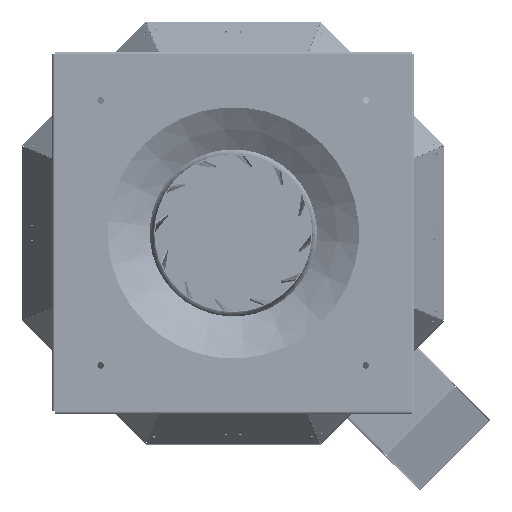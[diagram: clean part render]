
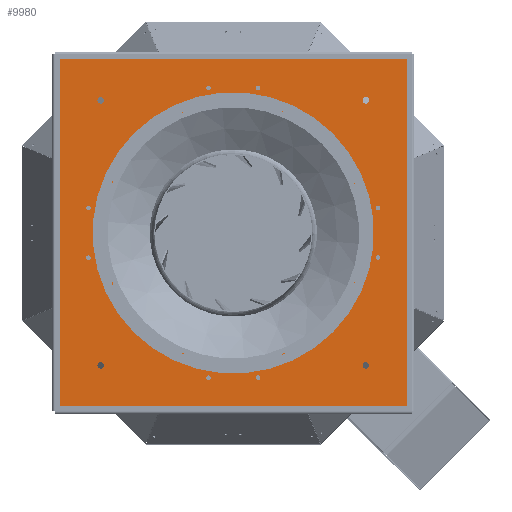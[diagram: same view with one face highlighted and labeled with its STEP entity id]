
A CAD part, top view. The second image highlights one B-rep face of the part: STEP entity #9980.
In plain terms, the highlighted planar face has unit normal (0, 0, 1).
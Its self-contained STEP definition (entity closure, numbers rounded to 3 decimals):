
#9980=ADVANCED_FACE('',(#34388,#34390,#34392,#34394,#34396,#34398,#34400,#34402,
#34404,#34406,#34408,#34410,#34412,#34414,#34416,#34418,#34420,#34422,#34424,#34426,
#34428,#34430),#34432,.T.);
#34388=FACE_BOUND('',#34389,.T.);
#34389=EDGE_LOOP('',(#64233,#64234,#64235,#64236));
#34390=FACE_BOUND('',#34391,.T.);
#34391=EDGE_LOOP('',(#64237));
#34392=FACE_BOUND('',#34393,.T.);
#34393=EDGE_LOOP('',(#64238));
#34394=FACE_BOUND('',#34395,.T.);
#34395=EDGE_LOOP('',(#64239));
#34396=FACE_BOUND('',#34397,.T.);
#34397=EDGE_LOOP('',(#64240));
#34398=FACE_BOUND('',#34399,.T.);
#34399=EDGE_LOOP('',(#64241));
#34400=FACE_BOUND('',#34401,.T.);
#34401=EDGE_LOOP('',(#64242));
#34402=FACE_BOUND('',#34403,.T.);
#34403=EDGE_LOOP('',(#64243));
#34404=FACE_BOUND('',#34405,.T.);
#34405=EDGE_LOOP('',(#64244));
#34406=FACE_BOUND('',#34407,.T.);
#34407=EDGE_LOOP('',(#64245));
#34408=FACE_BOUND('',#34409,.T.);
#34409=EDGE_LOOP('',(#64246));
#34410=FACE_BOUND('',#34411,.T.);
#34411=EDGE_LOOP('',(#64247));
#34412=FACE_BOUND('',#34413,.T.);
#34413=EDGE_LOOP('',(#64248));
#34414=FACE_BOUND('',#34415,.T.);
#34415=EDGE_LOOP('',(#64249));
#34416=FACE_BOUND('',#34417,.T.);
#34417=EDGE_LOOP('',(#64250));
#34418=FACE_BOUND('',#34419,.T.);
#34419=EDGE_LOOP('',(#64251));
#34420=FACE_BOUND('',#34421,.T.);
#34421=EDGE_LOOP('',(#64252));
#34422=FACE_BOUND('',#34423,.T.);
#34423=EDGE_LOOP('',(#64253));
#34424=FACE_BOUND('',#34425,.T.);
#34425=EDGE_LOOP('',(#64254));
#34426=FACE_BOUND('',#34427,.T.);
#34427=EDGE_LOOP('',(#64255));
#34428=FACE_BOUND('',#34429,.T.);
#34429=EDGE_LOOP('',(#64256));
#34430=FACE_BOUND('',#34431,.T.);
#34431=EDGE_LOOP('',(#64257));
#34432=PLANE('',#34433);
#34433=AXIS2_PLACEMENT_3D('',#34434,#34435,#34436);
#34434=CARTESIAN_POINT('',(0.,0.,2.));
#34435=DIRECTION('',(0.,0.,1.));
#34436=DIRECTION('',(1.,0.,0.));
#64233=ORIENTED_EDGE('',*,*,#84096,.T.);
#64234=ORIENTED_EDGE('',*,*,#84097,.T.);
#64235=ORIENTED_EDGE('',*,*,#84098,.T.);
#64236=ORIENTED_EDGE('',*,*,#84099,.T.);
#64237=ORIENTED_EDGE('',*,*,#84059,.T.);
#64238=ORIENTED_EDGE('',*,*,#84060,.T.);
#64239=ORIENTED_EDGE('',*,*,#84061,.T.);
#64240=ORIENTED_EDGE('',*,*,#84062,.T.);
#64241=ORIENTED_EDGE('',*,*,#84063,.T.);
#64242=ORIENTED_EDGE('',*,*,#84064,.T.);
#64243=ORIENTED_EDGE('',*,*,#84065,.T.);
#64244=ORIENTED_EDGE('',*,*,#84066,.T.);
#64245=ORIENTED_EDGE('',*,*,#84054,.T.);
#64246=ORIENTED_EDGE('',*,*,#84056,.T.);
#64247=ORIENTED_EDGE('',*,*,#84058,.T.);
#64248=ORIENTED_EDGE('',*,*,#84043,.T.);
#64249=ORIENTED_EDGE('',*,*,#84046,.T.);
#64250=ORIENTED_EDGE('',*,*,#84048,.T.);
#64251=ORIENTED_EDGE('',*,*,#84050,.T.);
#64252=ORIENTED_EDGE('',*,*,#84004,.T.);
#64253=ORIENTED_EDGE('',*,*,#84052,.T.);
#64254=ORIENTED_EDGE('',*,*,#84067,.T.);
#64255=ORIENTED_EDGE('',*,*,#84068,.T.);
#64256=ORIENTED_EDGE('',*,*,#84069,.T.);
#64257=ORIENTED_EDGE('',*,*,#84070,.T.);
#84004=EDGE_CURVE('',#96492,#96492,#96493,.F.);
#84043=EDGE_CURVE('',#96548,#96548,#96549,.T.);
#84046=EDGE_CURVE('',#96552,#96552,#96553,.T.);
#84048=EDGE_CURVE('',#96555,#96555,#96556,.T.);
#84050=EDGE_CURVE('',#96558,#96558,#96559,.T.);
#84052=EDGE_CURVE('',#96561,#96561,#96562,.T.);
#84054=EDGE_CURVE('',#96564,#96564,#96565,.T.);
#84056=EDGE_CURVE('',#96567,#96567,#96568,.T.);
#84058=EDGE_CURVE('',#96570,#96570,#96571,.T.);
#84059=EDGE_CURVE('',#96572,#96572,#96573,.F.);
#84060=EDGE_CURVE('',#96574,#96574,#96575,.F.);
#84061=EDGE_CURVE('',#96576,#96576,#96577,.F.);
#84062=EDGE_CURVE('',#96578,#96578,#96579,.F.);
#84063=EDGE_CURVE('',#96580,#96580,#96581,.F.);
#84064=EDGE_CURVE('',#96582,#96582,#96583,.F.);
#84065=EDGE_CURVE('',#96584,#96584,#96585,.F.);
#84066=EDGE_CURVE('',#96586,#96586,#96587,.F.);
#84067=EDGE_CURVE('',#96588,#96588,#96589,.T.);
#84068=EDGE_CURVE('',#96590,#96590,#96591,.T.);
#84069=EDGE_CURVE('',#96592,#96592,#96593,.T.);
#84070=EDGE_CURVE('',#96594,#96594,#96595,.T.);
#84096=EDGE_CURVE('',#96633,#96634,#96635,.T.);
#84097=EDGE_CURVE('',#96634,#96636,#96637,.T.);
#84098=EDGE_CURVE('',#96636,#96638,#96639,.T.);
#84099=EDGE_CURVE('',#96638,#96633,#96640,.T.);
#96492=VERTEX_POINT('',#115300);
#96493=CIRCLE('',#115301,254.);
#96548=VERTEX_POINT('',#115461);
#96549=CIRCLE('',#115462,5.65);
#96552=VERTEX_POINT('',#115474);
#96553=CIRCLE('',#115475,5.65);
#96555=VERTEX_POINT('',#115483);
#96556=CIRCLE('',#115484,5.65);
#96558=VERTEX_POINT('',#115492);
#96559=CIRCLE('',#115493,5.65);
#96561=VERTEX_POINT('',#115501);
#96562=CIRCLE('',#115502,5.65);
#96564=VERTEX_POINT('',#115510);
#96565=CIRCLE('',#115511,5.65);
#96567=VERTEX_POINT('',#115519);
#96568=CIRCLE('',#115520,5.65);
#96570=VERTEX_POINT('',#115528);
#96571=CIRCLE('',#115529,5.65);
#96572=VERTEX_POINT('',#115533);
#96573=CIRCLE('',#115534,4.65);
#96574=VERTEX_POINT('',#115538);
#96575=CIRCLE('',#115539,4.65);
#96576=VERTEX_POINT('',#115543);
#96577=CIRCLE('',#115544,4.65);
#96578=VERTEX_POINT('',#115548);
#96579=CIRCLE('',#115549,4.65);
#96580=VERTEX_POINT('',#115553);
#96581=CIRCLE('',#115554,4.65);
#96582=VERTEX_POINT('',#115558);
#96583=CIRCLE('',#115559,4.65);
#96584=VERTEX_POINT('',#115563);
#96585=CIRCLE('',#115564,4.65);
#96586=VERTEX_POINT('',#115568);
#96587=CIRCLE('',#115569,4.65);
#96588=VERTEX_POINT('',#115573);
#96589=CIRCLE('',#115574,6.65);
#96590=VERTEX_POINT('',#115578);
#96591=CIRCLE('',#115579,6.65);
#96592=VERTEX_POINT('',#115583);
#96593=CIRCLE('',#115584,6.65);
#96594=VERTEX_POINT('',#115588);
#96595=CIRCLE('',#115589,6.65);
#96633=VERTEX_POINT('',#115684);
#96634=VERTEX_POINT('',#115685);
#96635=LINE('',#115686,#115687);
#96636=VERTEX_POINT('',#115689);
#96637=LINE('',#115690,#115691);
#96638=VERTEX_POINT('',#115693);
#96639=LINE('',#115694,#115695);
#96640=LINE('',#115697,#115698);
#115300=CARTESIAN_POINT('',(254.,0.,2.));
#115301=AXIS2_PLACEMENT_3D('',#115302,#115303,#115304);
#115302=CARTESIAN_POINT('',(0.,0.,2.));
#115303=DIRECTION('',(0.,0.,1.));
#115304=DIRECTION('',(1.,0.,0.));
#115461=CARTESIAN_POINT('',(255.097,-103.325,2.));
#115462=AXIS2_PLACEMENT_3D('',#115463,#115464,#115465);
#115463=CARTESIAN_POINT('',(249.447,-103.325,2.));
#115464=DIRECTION('',(-0.,-0.,-1.));
#115465=DIRECTION('',(1.,0.,0.));
#115474=CARTESIAN_POINT('',(253.443,107.32,2.));
#115475=AXIS2_PLACEMENT_3D('',#115476,#115477,#115478);
#115476=CARTESIAN_POINT('',(249.447,103.325,2.));
#115477=DIRECTION('',(-0.,-0.,-1.));
#115478=DIRECTION('',(0.707,0.707,0.));
#115483=CARTESIAN_POINT('',(103.325,255.097,2.));
#115484=AXIS2_PLACEMENT_3D('',#115485,#115486,#115487);
#115485=CARTESIAN_POINT('',(103.325,249.447,2.));
#115486=DIRECTION('',(-0.,-0.,-1.));
#115487=DIRECTION('',(0.,1.,0.));
#115492=CARTESIAN_POINT('',(-107.32,253.443,2.));
#115493=AXIS2_PLACEMENT_3D('',#115494,#115495,#115496);
#115494=CARTESIAN_POINT('',(-103.325,249.447,2.));
#115495=DIRECTION('',(-0.,-0.,-1.));
#115496=DIRECTION('',(-0.707,0.707,0.));
#115501=CARTESIAN_POINT('',(-255.097,103.325,2.));
#115502=AXIS2_PLACEMENT_3D('',#115503,#115504,#115505);
#115503=CARTESIAN_POINT('',(-249.447,103.325,2.));
#115504=DIRECTION('',(-0.,-0.,-1.));
#115505=DIRECTION('',(-1.,0.,0.));
#115510=CARTESIAN_POINT('',(-253.443,-107.32,2.));
#115511=AXIS2_PLACEMENT_3D('',#115512,#115513,#115514);
#115512=CARTESIAN_POINT('',(-249.447,-103.325,2.));
#115513=DIRECTION('',(-0.,-0.,-1.));
#115514=DIRECTION('',(-0.707,-0.707,-0.));
#115519=CARTESIAN_POINT('',(-103.325,-255.097,2.));
#115520=AXIS2_PLACEMENT_3D('',#115521,#115522,#115523);
#115521=CARTESIAN_POINT('',(-103.325,-249.447,2.));
#115522=DIRECTION('',(-0.,-0.,-1.));
#115523=DIRECTION('',(0.,-1.,-0.));
#115528=CARTESIAN_POINT('',(107.32,-253.443,2.));
#115529=AXIS2_PLACEMENT_3D('',#115530,#115531,#115532);
#115530=CARTESIAN_POINT('',(103.325,-249.447,2.));
#115531=DIRECTION('',(-0.,-0.,-1.));
#115532=DIRECTION('',(0.707,-0.707,0.));
#115533=CARTESIAN_POINT('',(-287.65,50.,2.));
#115534=AXIS2_PLACEMENT_3D('',#115535,#115536,#115537);
#115535=CARTESIAN_POINT('',(-292.3,50.,2.));
#115536=DIRECTION('',(0.,0.,1.));
#115537=DIRECTION('',(1.,0.,0.));
#115538=CARTESIAN_POINT('',(-287.65,-50.,2.));
#115539=AXIS2_PLACEMENT_3D('',#115540,#115541,#115542);
#115540=CARTESIAN_POINT('',(-292.3,-50.,2.));
#115541=DIRECTION('',(0.,0.,1.));
#115542=DIRECTION('',(1.,0.,0.));
#115543=CARTESIAN_POINT('',(-45.35,292.3,2.));
#115544=AXIS2_PLACEMENT_3D('',#115545,#115546,#115547);
#115545=CARTESIAN_POINT('',(-50.,292.3,2.));
#115546=DIRECTION('',(0.,0.,1.));
#115547=DIRECTION('',(1.,0.,0.));
#115548=CARTESIAN_POINT('',(54.65,292.3,2.));
#115549=AXIS2_PLACEMENT_3D('',#115550,#115551,#115552);
#115550=CARTESIAN_POINT('',(50.,292.3,2.));
#115551=DIRECTION('',(0.,0.,1.));
#115552=DIRECTION('',(1.,0.,0.));
#115553=CARTESIAN_POINT('',(-45.35,-292.3,2.));
#115554=AXIS2_PLACEMENT_3D('',#115555,#115556,#115557);
#115555=CARTESIAN_POINT('',(-50.,-292.3,2.));
#115556=DIRECTION('',(0.,0.,1.));
#115557=DIRECTION('',(1.,0.,0.));
#115558=CARTESIAN_POINT('',(54.65,-292.3,2.));
#115559=AXIS2_PLACEMENT_3D('',#115560,#115561,#115562);
#115560=CARTESIAN_POINT('',(50.,-292.3,2.));
#115561=DIRECTION('',(0.,0.,1.));
#115562=DIRECTION('',(1.,0.,0.));
#115563=CARTESIAN_POINT('',(296.95,-50.,2.));
#115564=AXIS2_PLACEMENT_3D('',#115565,#115566,#115567);
#115565=CARTESIAN_POINT('',(292.3,-50.,2.));
#115566=DIRECTION('',(0.,0.,1.));
#115567=DIRECTION('',(1.,0.,0.));
#115568=CARTESIAN_POINT('',(296.95,50.,2.));
#115569=AXIS2_PLACEMENT_3D('',#115570,#115571,#115572);
#115570=CARTESIAN_POINT('',(292.3,50.,2.));
#115571=DIRECTION('',(0.,0.,1.));
#115572=DIRECTION('',(1.,0.,0.));
#115573=CARTESIAN_POINT('',(-274.15,-267.5,2.));
#115574=AXIS2_PLACEMENT_3D('',#115575,#115576,#115577);
#115575=CARTESIAN_POINT('',(-267.5,-267.5,2.));
#115576=DIRECTION('',(-0.,-0.,-1.));
#115577=DIRECTION('',(-1.,0.,0.));
#115578=CARTESIAN_POINT('',(260.85,-267.5,2.));
#115579=AXIS2_PLACEMENT_3D('',#115580,#115581,#115582);
#115580=CARTESIAN_POINT('',(267.5,-267.5,2.));
#115581=DIRECTION('',(-0.,-0.,-1.));
#115582=DIRECTION('',(-1.,0.,0.));
#115583=CARTESIAN_POINT('',(-274.15,267.5,2.));
#115584=AXIS2_PLACEMENT_3D('',#115585,#115586,#115587);
#115585=CARTESIAN_POINT('',(-267.5,267.5,2.));
#115586=DIRECTION('',(-0.,-0.,-1.));
#115587=DIRECTION('',(-1.,0.,0.));
#115588=CARTESIAN_POINT('',(260.85,267.5,2.));
#115589=AXIS2_PLACEMENT_3D('',#115590,#115591,#115592);
#115590=CARTESIAN_POINT('',(267.5,267.5,2.));
#115591=DIRECTION('',(-0.,-0.,-1.));
#115592=DIRECTION('',(-1.,0.,0.));
#115684=CARTESIAN_POINT('',(360.4,-360.4,2.));
#115685=CARTESIAN_POINT('',(360.4,360.4,2.));
#115686=CARTESIAN_POINT('',(360.4,-360.4,2.));
#115687=VECTOR('',#115688,1.);
#115688=DIRECTION('',(0.,1.,0.));
#115689=CARTESIAN_POINT('',(-360.4,360.4,2.));
#115690=CARTESIAN_POINT('',(360.4,360.4,2.));
#115691=VECTOR('',#115692,1.);
#115692=DIRECTION('',(-1.,0.,0.));
#115693=CARTESIAN_POINT('',(-360.4,-360.4,2.));
#115694=CARTESIAN_POINT('',(-360.4,360.4,2.));
#115695=VECTOR('',#115696,1.);
#115696=DIRECTION('',(0.,-1.,0.));
#115697=CARTESIAN_POINT('',(-360.4,-360.4,2.));
#115698=VECTOR('',#115699,1.);
#115699=DIRECTION('',(1.,0.,0.));
